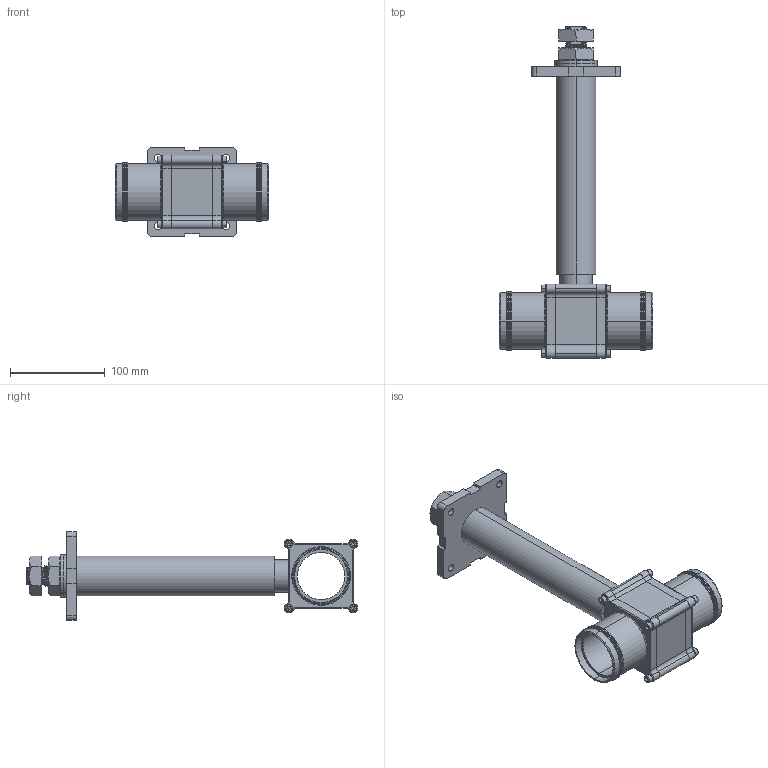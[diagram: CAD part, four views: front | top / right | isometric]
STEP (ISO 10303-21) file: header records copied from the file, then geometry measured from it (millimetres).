
FILE_DESCRIPTION (( 'STEP AP203' ), '1' );
FILE_NAME ('VCI-CRY-201H-900-2-SW-SW_BS.STEP', '2025-06-08T17:29:26', ( '' ), ( '' ), 'SwSTEP 2.0', 'SolidWorks 2025', '' );
FILE_SCHEMA (( 'CONFIG_CONTROL_DESIGN' ));
Length unit declared in the file: millimetre
Products named in the file (5): flat washer type a narrow_ai_Preferred Narrow FW 0.875; VCI-CRY-201H-900-2-SW-SW; socket head cap screw_ai_HX-SHCS 0.19-32x0.25x0.25-N; heavy hex jam nut_ai_HHJNUT 0.8750-14-B-N; VCI-CRY-201H-900-2-SW-SW_BS
Assembly tree (13 placements, depth 2):
  VCI-CRY-201H-900-2-SW-SW_BS
    VCI-CRY-201H-900-2-SW-SW
    flat washer type a narrow_ai_Preferred Narrow FW 0.875  x2
    heavy hex jam nut_ai_HHJNUT 0.8750-14-B-N  x2
    socket head cap screw_ai_HX-SHCS 0.19-32x0.25x0.25-N  x8
Bounding box: 162 x 351 x 94 mm (x, y, z)
Volume: 694834.3 mm3; surface area: 156412.3 mm2
Topology: 15 solids, 15 shells, 627 faces, 1513 edges, 937 vertices
Faces by surface type: plane 223, cylinder 215, cone 72, bspline 69, torus 48
Entity records: 76731 total; most frequent: CARTESIAN_POINT 66744, ORIENTED_EDGE 2058, DIRECTION 1830, EDGE_CURVE 1029, AXIS2_PLACEMENT_3D 726, VERTEX_POINT 662, EDGE_LOOP 467, ADVANCED_FACE 402
